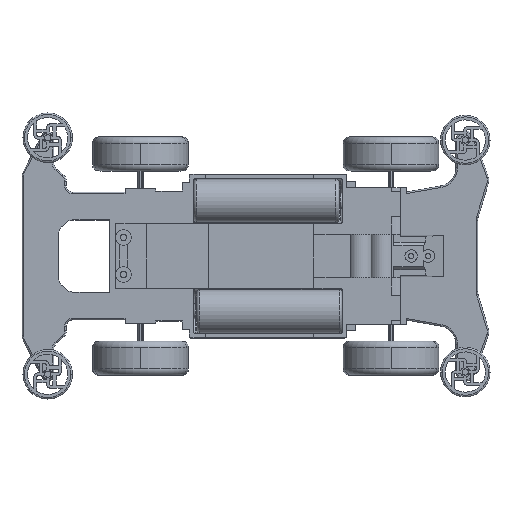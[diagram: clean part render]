
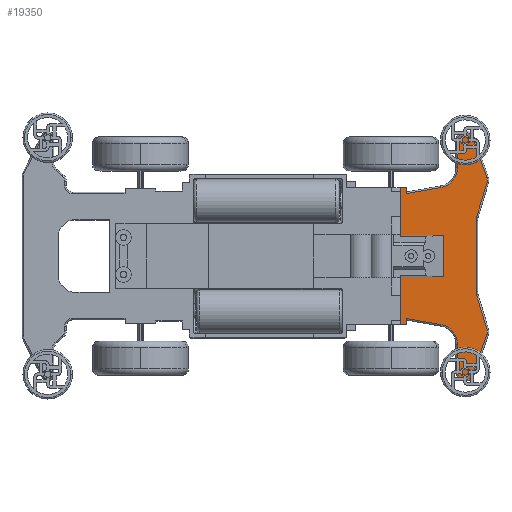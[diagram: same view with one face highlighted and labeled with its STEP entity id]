
A CAD part, top view. The second image highlights one B-rep face of the part: STEP entity #19350.
In plain terms, the highlighted planar face has unit normal (0, 0, 1).
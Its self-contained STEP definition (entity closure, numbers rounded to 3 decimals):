
#19175=AXIS2_PLACEMENT_3D('Plane Axis2P3D',#19172,#19173,#19174) ;
#19214=AXIS2_PLACEMENT_3D('Circle Axis2P3D',#19212,#19213,$) ;
#19228=AXIS2_PLACEMENT_3D('Circle Axis2P3D',#19226,#19227,$) ;
#19242=AXIS2_PLACEMENT_3D('Circle Axis2P3D',#19240,#19241,$) ;
#19256=AXIS2_PLACEMENT_3D('Circle Axis2P3D',#19254,#19255,$) ;
#19270=AXIS2_PLACEMENT_3D('Circle Axis2P3D',#19268,#19269,$) ;
#19284=AXIS2_PLACEMENT_3D('Circle Axis2P3D',#19282,#19283,$) ;
#19298=AXIS2_PLACEMENT_3D('Circle Axis2P3D',#19296,#19297,$) ;
#19312=AXIS2_PLACEMENT_3D('Circle Axis2P3D',#19310,#19311,$) ;
#18131=CARTESIAN_POINT('Vertex',(3.,-6.75,15.5)) ;
#18136=CARTESIAN_POINT('Line Origine',(10.,-6.75,15.5)) ;
#18140=CARTESIAN_POINT('Vertex',(17.,-6.75,15.5)) ;
#18320=CARTESIAN_POINT('Vertex',(17.,6.75,15.5)) ;
#18323=CARTESIAN_POINT('Line Origine',(10.,6.75,15.5)) ;
#18327=CARTESIAN_POINT('Vertex',(3.,6.75,15.5)) ;
#18441=CARTESIAN_POINT('Vertex',(3.,-22.,15.5)) ;
#18444=CARTESIAN_POINT('Line Origine',(3.,-14.375,15.5)) ;
#18639=CARTESIAN_POINT('Line Origine',(17.,0.,15.5)) ;
#18844=CARTESIAN_POINT('Line Origine',(3.,14.375,15.5)) ;
#18848=CARTESIAN_POINT('Vertex',(3.,22.,15.5)) ;
#19172=CARTESIAN_POINT('Axis2P3D Location',(0.,0.,15.5)) ;
#19177=CARTESIAN_POINT('Line Origine',(5.,21.096,15.5)) ;
#19181=CARTESIAN_POINT('Vertex',(5.,22.,15.5)) ;
#19183=CARTESIAN_POINT('Vertex',(5.,20.192,15.5)) ;
#19186=CARTESIAN_POINT('Line Origine',(4.,22.,15.5)) ;
#19191=CARTESIAN_POINT('Line Origine',(4.,-22.,15.5)) ;
#19195=CARTESIAN_POINT('Vertex',(5.,-22.,15.5)) ;
#19198=CARTESIAN_POINT('Line Origine',(5.,-21.096,15.5)) ;
#19202=CARTESIAN_POINT('Vertex',(5.,-20.192,15.5)) ;
#19205=CARTESIAN_POINT('Line Origine',(10.564,-21.173,15.5)) ;
#19209=CARTESIAN_POINT('Vertex',(16.129,-22.155,15.5)) ;
#19212=CARTESIAN_POINT('Axis2P3D Location',(15.,-28.556,15.5)) ;
#19216=CARTESIAN_POINT('Vertex',(21.5,-28.556,15.5)) ;
#19219=CARTESIAN_POINT('Line Origine',(21.5,-33.028,15.5)) ;
#19223=CARTESIAN_POINT('Vertex',(21.5,-37.5,15.5)) ;
#19226=CARTESIAN_POINT('Axis2P3D Location',(24.,-37.5,15.5)) ;
#19230=CARTESIAN_POINT('Vertex',(26.354,-38.342,15.5)) ;
#19233=CARTESIAN_POINT('Line Origine',(28.675,-31.852,15.5)) ;
#19237=CARTESIAN_POINT('Vertex',(30.996,-25.362,15.5)) ;
#19240=CARTESIAN_POINT('Axis2P3D Location',(28.642,-24.52,15.5)) ;
#19244=CARTESIAN_POINT('Vertex',(31.036,-23.798,15.5)) ;
#19247=CARTESIAN_POINT('Line Origine',(29.343,-18.183,15.5)) ;
#19251=CARTESIAN_POINT('Vertex',(27.649,-12.568,15.5)) ;
#19254=CARTESIAN_POINT('Axis2P3D Location',(31.,-11.557,15.5)) ;
#19258=CARTESIAN_POINT('Vertex',(27.5,-11.557,15.5)) ;
#19261=CARTESIAN_POINT('Line Origine',(27.5,0.,15.5)) ;
#19265=CARTESIAN_POINT('Vertex',(27.5,11.557,15.5)) ;
#19268=CARTESIAN_POINT('Axis2P3D Location',(31.,11.557,15.5)) ;
#19272=CARTESIAN_POINT('Vertex',(27.649,12.568,15.5)) ;
#19275=CARTESIAN_POINT('Line Origine',(29.343,18.183,15.5)) ;
#19279=CARTESIAN_POINT('Vertex',(31.036,23.798,15.5)) ;
#19282=CARTESIAN_POINT('Axis2P3D Location',(28.642,24.52,15.5)) ;
#19286=CARTESIAN_POINT('Vertex',(30.996,25.362,15.5)) ;
#19289=CARTESIAN_POINT('Line Origine',(28.675,31.852,15.5)) ;
#19293=CARTESIAN_POINT('Vertex',(26.354,38.342,15.5)) ;
#19296=CARTESIAN_POINT('Axis2P3D Location',(24.,37.5,15.5)) ;
#19300=CARTESIAN_POINT('Vertex',(21.5,37.5,15.5)) ;
#19303=CARTESIAN_POINT('Line Origine',(21.5,33.028,15.5)) ;
#19307=CARTESIAN_POINT('Vertex',(21.5,28.556,15.5)) ;
#19310=CARTESIAN_POINT('Axis2P3D Location',(15.,28.556,15.5)) ;
#19314=CARTESIAN_POINT('Vertex',(16.129,22.155,15.5)) ;
#19317=CARTESIAN_POINT('Line Origine',(10.564,21.173,15.5)) ;
#18137=DIRECTION('Vector Direction',(-1.,0.,0.)) ;
#18324=DIRECTION('Vector Direction',(-1.,0.,0.)) ;
#18445=DIRECTION('Vector Direction',(0.,1.,0.)) ;
#18640=DIRECTION('Vector Direction',(0.,-1.,0.)) ;
#18845=DIRECTION('Vector Direction',(0.,1.,0.)) ;
#19173=DIRECTION('Axis2P3D Direction',(0.,0.,1.)) ;
#19174=DIRECTION('Axis2P3D XDirection',(1.,0.,0.)) ;
#19178=DIRECTION('Vector Direction',(0.,-1.,0.)) ;
#19187=DIRECTION('Vector Direction',(-1.,0.,0.)) ;
#19192=DIRECTION('Vector Direction',(-1.,0.,0.)) ;
#19199=DIRECTION('Vector Direction',(0.,-1.,0.)) ;
#19206=DIRECTION('Vector Direction',(-0.985,0.174,0.)) ;
#19213=DIRECTION('Axis2P3D Direction',(0.,0.,1.)) ;
#19220=DIRECTION('Vector Direction',(0.,1.,0.)) ;
#19227=DIRECTION('Axis2P3D Direction',(0.,0.,1.)) ;
#19234=DIRECTION('Vector Direction',(-0.337,-0.942,0.)) ;
#19241=DIRECTION('Axis2P3D Direction',(0.,0.,1.)) ;
#19248=DIRECTION('Vector Direction',(0.289,-0.957,0.)) ;
#19255=DIRECTION('Axis2P3D Direction',(0.,0.,1.)) ;
#19262=DIRECTION('Vector Direction',(0.,-1.,0.)) ;
#19269=DIRECTION('Axis2P3D Direction',(0.,0.,1.)) ;
#19276=DIRECTION('Vector Direction',(0.289,0.957,0.)) ;
#19283=DIRECTION('Axis2P3D Direction',(0.,0.,1.)) ;
#19290=DIRECTION('Vector Direction',(0.337,-0.942,0.)) ;
#19297=DIRECTION('Axis2P3D Direction',(0.,0.,1.)) ;
#19304=DIRECTION('Vector Direction',(0.,1.,0.)) ;
#19311=DIRECTION('Axis2P3D Direction',(0.,0.,1.)) ;
#19318=DIRECTION('Vector Direction',(-0.985,-0.174,0.)) ;
#18138=VECTOR('Line Direction',#18137,1.) ;
#18325=VECTOR('Line Direction',#18324,1.) ;
#18446=VECTOR('Line Direction',#18445,1.) ;
#18641=VECTOR('Line Direction',#18640,1.) ;
#18846=VECTOR('Line Direction',#18845,1.) ;
#19179=VECTOR('Line Direction',#19178,1.) ;
#19188=VECTOR('Line Direction',#19187,1.) ;
#19193=VECTOR('Line Direction',#19192,1.) ;
#19200=VECTOR('Line Direction',#19199,1.) ;
#19207=VECTOR('Line Direction',#19206,1.) ;
#19221=VECTOR('Line Direction',#19220,1.) ;
#19235=VECTOR('Line Direction',#19234,1.) ;
#19249=VECTOR('Line Direction',#19248,1.) ;
#19263=VECTOR('Line Direction',#19262,1.) ;
#19277=VECTOR('Line Direction',#19276,1.) ;
#19291=VECTOR('Line Direction',#19290,1.) ;
#19305=VECTOR('Line Direction',#19304,1.) ;
#19319=VECTOR('Line Direction',#19318,1.) ;
#19323=ORIENTED_EDGE('',*,*,#19185,.F.) ;
#19324=ORIENTED_EDGE('',*,*,#19190,.T.) ;
#19325=ORIENTED_EDGE('',*,*,#18850,.F.) ;
#19326=ORIENTED_EDGE('',*,*,#18329,.F.) ;
#19327=ORIENTED_EDGE('',*,*,#18643,.T.) ;
#19328=ORIENTED_EDGE('',*,*,#18142,.T.) ;
#19329=ORIENTED_EDGE('',*,*,#18448,.F.) ;
#19330=ORIENTED_EDGE('',*,*,#19197,.F.) ;
#19331=ORIENTED_EDGE('',*,*,#19204,.F.) ;
#19332=ORIENTED_EDGE('',*,*,#19211,.T.) ;
#19333=ORIENTED_EDGE('',*,*,#19218,.T.) ;
#19334=ORIENTED_EDGE('',*,*,#19225,.T.) ;
#19335=ORIENTED_EDGE('',*,*,#19232,.T.) ;
#19336=ORIENTED_EDGE('',*,*,#19239,.T.) ;
#19337=ORIENTED_EDGE('',*,*,#19246,.T.) ;
#19338=ORIENTED_EDGE('',*,*,#19253,.T.) ;
#19339=ORIENTED_EDGE('',*,*,#19260,.T.) ;
#19340=ORIENTED_EDGE('',*,*,#19267,.T.) ;
#19341=ORIENTED_EDGE('',*,*,#19274,.T.) ;
#19342=ORIENTED_EDGE('',*,*,#19281,.T.) ;
#19343=ORIENTED_EDGE('',*,*,#19288,.T.) ;
#19344=ORIENTED_EDGE('',*,*,#19295,.T.) ;
#19345=ORIENTED_EDGE('',*,*,#19302,.T.) ;
#19346=ORIENTED_EDGE('',*,*,#19309,.T.) ;
#19347=ORIENTED_EDGE('',*,*,#19316,.T.) ;
#19348=ORIENTED_EDGE('',*,*,#19321,.T.) ;
#19350=ADVANCED_FACE('TIRE_SIZE_and_BODY_CLAMP_POINT_2.1\\\X2\FF8AFF9FFF70FF82\X0\ \X2\FF8EFF9EFF83FF9EFF68FF70\X0\',(#19349),#19176,.T.) ;
#19215=CIRCLE('generated circle',#19214,6.5) ;
#19229=CIRCLE('generated circle',#19228,2.5) ;
#19243=CIRCLE('generated circle',#19242,2.5) ;
#19257=CIRCLE('generated circle',#19256,3.5) ;
#19271=CIRCLE('generated circle',#19270,3.5) ;
#19285=CIRCLE('generated circle',#19284,2.5) ;
#19299=CIRCLE('generated circle',#19298,2.5) ;
#19313=CIRCLE('generated circle',#19312,6.5) ;
#18142=EDGE_CURVE('',#18141,#18132,#18139,.T.) ;
#18329=EDGE_CURVE('',#18321,#18328,#18326,.T.) ;
#18448=EDGE_CURVE('',#18442,#18132,#18447,.T.) ;
#18643=EDGE_CURVE('',#18321,#18141,#18642,.T.) ;
#18850=EDGE_CURVE('',#18328,#18849,#18847,.T.) ;
#19185=EDGE_CURVE('',#19182,#19184,#19180,.T.) ;
#19190=EDGE_CURVE('',#19182,#18849,#19189,.T.) ;
#19197=EDGE_CURVE('',#19196,#18442,#19194,.T.) ;
#19204=EDGE_CURVE('',#19203,#19196,#19201,.T.) ;
#19211=EDGE_CURVE('',#19203,#19210,#19208,.F.) ;
#19218=EDGE_CURVE('',#19210,#19217,#19215,.F.) ;
#19225=EDGE_CURVE('',#19217,#19224,#19222,.F.) ;
#19232=EDGE_CURVE('',#19224,#19231,#19229,.T.) ;
#19239=EDGE_CURVE('',#19231,#19238,#19236,.F.) ;
#19246=EDGE_CURVE('',#19238,#19245,#19243,.T.) ;
#19253=EDGE_CURVE('',#19245,#19252,#19250,.F.) ;
#19260=EDGE_CURVE('',#19252,#19259,#19257,.F.) ;
#19267=EDGE_CURVE('',#19259,#19266,#19264,.F.) ;
#19274=EDGE_CURVE('',#19266,#19273,#19271,.F.) ;
#19281=EDGE_CURVE('',#19273,#19280,#19278,.T.) ;
#19288=EDGE_CURVE('',#19280,#19287,#19285,.T.) ;
#19295=EDGE_CURVE('',#19287,#19294,#19292,.F.) ;
#19302=EDGE_CURVE('',#19294,#19301,#19299,.T.) ;
#19309=EDGE_CURVE('',#19301,#19308,#19306,.F.) ;
#19316=EDGE_CURVE('',#19308,#19315,#19313,.F.) ;
#19321=EDGE_CURVE('',#19315,#19184,#19320,.T.) ;
#19322=EDGE_LOOP('',(#19323,#19324,#19325,#19326,#19327,#19328,#19329,#19330,#19331,#19332,#19333,#19334,#19335,#19336,#19337,#19338,#19339,#19340,#19341,#19342,#19343,#19344,#19345,#19346,#19347,#19348)) ;
#19349=FACE_OUTER_BOUND('',#19322,.T.) ;
#18139=LINE('Line',#18136,#18138) ;
#18326=LINE('Line',#18323,#18325) ;
#18447=LINE('Line',#18444,#18446) ;
#18642=LINE('Line',#18639,#18641) ;
#18847=LINE('Line',#18844,#18846) ;
#19180=LINE('Line',#19177,#19179) ;
#19189=LINE('Line',#19186,#19188) ;
#19194=LINE('Line',#19191,#19193) ;
#19201=LINE('Line',#19198,#19200) ;
#19208=LINE('Line',#19205,#19207) ;
#19222=LINE('Line',#19219,#19221) ;
#19236=LINE('Line',#19233,#19235) ;
#19250=LINE('Line',#19247,#19249) ;
#19264=LINE('Line',#19261,#19263) ;
#19278=LINE('Line',#19275,#19277) ;
#19292=LINE('Line',#19289,#19291) ;
#19306=LINE('Line',#19303,#19305) ;
#19320=LINE('Line',#19317,#19319) ;
#19176=PLANE('Plane',#19175) ;
#18132=VERTEX_POINT('',#18131) ;
#18141=VERTEX_POINT('',#18140) ;
#18321=VERTEX_POINT('',#18320) ;
#18328=VERTEX_POINT('',#18327) ;
#18442=VERTEX_POINT('',#18441) ;
#18849=VERTEX_POINT('',#18848) ;
#19182=VERTEX_POINT('',#19181) ;
#19184=VERTEX_POINT('',#19183) ;
#19196=VERTEX_POINT('',#19195) ;
#19203=VERTEX_POINT('',#19202) ;
#19210=VERTEX_POINT('',#19209) ;
#19217=VERTEX_POINT('',#19216) ;
#19224=VERTEX_POINT('',#19223) ;
#19231=VERTEX_POINT('',#19230) ;
#19238=VERTEX_POINT('',#19237) ;
#19245=VERTEX_POINT('',#19244) ;
#19252=VERTEX_POINT('',#19251) ;
#19259=VERTEX_POINT('',#19258) ;
#19266=VERTEX_POINT('',#19265) ;
#19273=VERTEX_POINT('',#19272) ;
#19280=VERTEX_POINT('',#19279) ;
#19287=VERTEX_POINT('',#19286) ;
#19294=VERTEX_POINT('',#19293) ;
#19301=VERTEX_POINT('',#19300) ;
#19308=VERTEX_POINT('',#19307) ;
#19315=VERTEX_POINT('',#19314) ;
